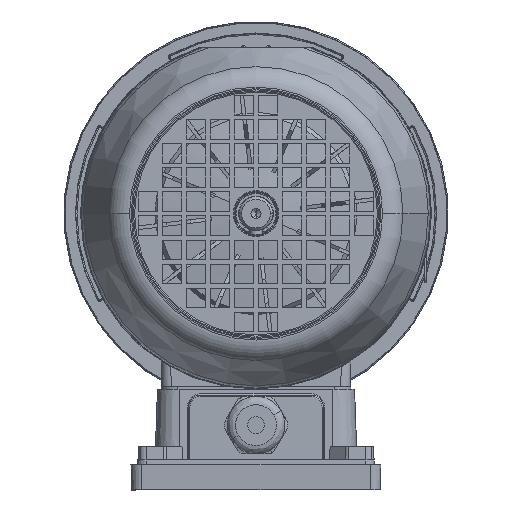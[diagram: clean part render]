
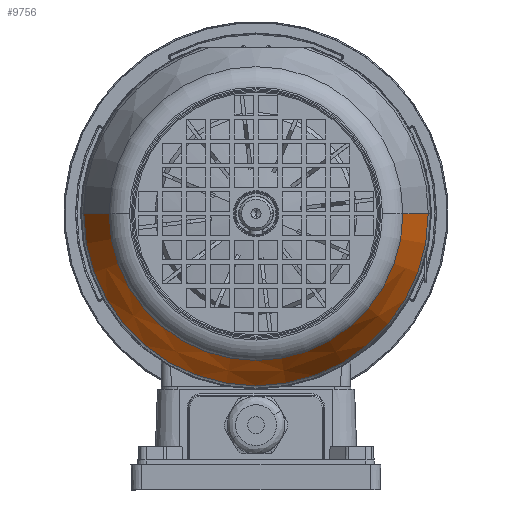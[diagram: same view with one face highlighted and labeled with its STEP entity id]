
A CAD part, left-side view. The second image highlights one B-rep face of the part: STEP entity #9756.
In plain terms, the highlighted conical face has half-angle 23.629 degrees and reference radius 58.5 mm.
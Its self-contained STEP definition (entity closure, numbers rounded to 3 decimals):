
#49 = VECTOR ( 'NONE', #38821, 1000. ) ;
#1378 = AXIS2_PLACEMENT_3D ( 'NONE', #58291, #98570, #99651 ) ;
#3136 = CARTESIAN_POINT ( 'NONE',  ( 64.008, 0., 61.121 ) ) ;
#3686 = CARTESIAN_POINT ( 'NONE',  ( 70., 0., -58.5 ) ) ;
#4529 = CARTESIAN_POINT ( 'NONE',  ( 70., 0., 58.5 ) ) ;
#9756 = ADVANCED_FACE ( 'NONE', ( #54519 ), #68781, .T. ) ;
#18870 = CARTESIAN_POINT ( 'NONE',  ( 39.916, 0., -71.662 ) ) ;
#20231 = CARTESIAN_POINT ( 'NONE',  ( 70., 0., 0. ) ) ;
#20446 = ORIENTED_EDGE ( 'NONE', *, *, #59862, .T. ) ;
#22461 = ORIENTED_EDGE ( 'NONE', *, *, #37271, .T. ) ;
#26717 = CARTESIAN_POINT ( 'NONE',  ( 39.916, 0., 0. ) ) ;
#29453 = CIRCLE ( 'NONE', #1378, 61.121 ) ;
#30137 = LINE ( 'NONE', #4529, #49 ) ;
#30585 = AXIS2_PLACEMENT_3D ( 'NONE', #20231, #71879, #71354 ) ;
#37271 = EDGE_CURVE ( 'NONE', #81715, #103038, #106130, .T. ) ;
#38821 = DIRECTION ( 'NONE',  ( -0.916, 0., 0.401 ) ) ;
#42985 = ORIENTED_EDGE ( 'NONE', *, *, #47693, .F. ) ;
#47693 = EDGE_CURVE ( 'NONE', #68482, #103038, #30137, .T. ) ;
#53359 = DIRECTION ( 'NONE',  ( 0., 0., -1. ) ) ;
#54031 = CARTESIAN_POINT ( 'NONE',  ( 39.916, 0., 71.662 ) ) ;
#54519 = FACE_OUTER_BOUND ( 'NONE', #89435, .T. ) ;
#58291 = CARTESIAN_POINT ( 'NONE',  ( 64.008, 0., 0. ) ) ;
#59862 = EDGE_CURVE ( 'NONE', #71105, #81715, #70083, .T. ) ;
#68482 = VERTEX_POINT ( 'NONE', #3136 ) ;
#68781 = CONICAL_SURFACE ( 'NONE', #30585, 58.5, 0.412 ) ;
#70083 = LINE ( 'NONE', #3686, #96651 ) ;
#71105 = VERTEX_POINT ( 'NONE', #80150 ) ;
#71354 = DIRECTION ( 'NONE',  ( 0., 0., 1. ) ) ;
#71879 = DIRECTION ( 'NONE',  ( -1., 0., 0. ) ) ;
#72584 = ORIENTED_EDGE ( 'NONE', *, *, #92870, .T. ) ;
#77715 = DIRECTION ( 'NONE',  ( -0.916, 0., -0.401 ) ) ;
#80150 = CARTESIAN_POINT ( 'NONE',  ( 64.008, 0., -61.121 ) ) ;
#81715 = VERTEX_POINT ( 'NONE', #18870 ) ;
#85268 = AXIS2_PLACEMENT_3D ( 'NONE', #26717, #93098, #53359 ) ;
#89435 = EDGE_LOOP ( 'NONE', ( #72584, #20446, #22461, #42985 ) ) ;
#92870 = EDGE_CURVE ( 'NONE', #68482, #71105, #29453, .T. ) ;
#93098 = DIRECTION ( 'NONE',  ( 1., 0., 0. ) ) ;
#96651 = VECTOR ( 'NONE', #77715, 1000. ) ;
#98570 = DIRECTION ( 'NONE',  ( -1., 0., 0. ) ) ;
#99651 = DIRECTION ( 'NONE',  ( 0., 0., -1. ) ) ;
#103038 = VERTEX_POINT ( 'NONE', #54031 ) ;
#106130 = CIRCLE ( 'NONE', #85268, 71.662 ) ;
